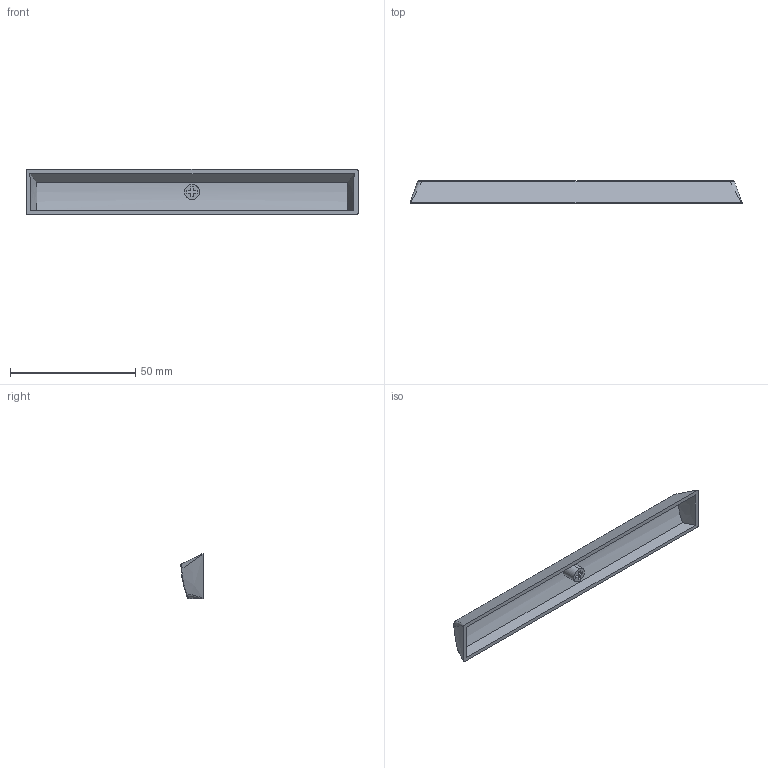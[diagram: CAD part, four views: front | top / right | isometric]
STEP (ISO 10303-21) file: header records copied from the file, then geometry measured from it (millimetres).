
FILE_DESCRIPTION (( 'STEP AP214' ), '1' );
FILE_NAME ('r4_700.STEP', '2022-10-20T12:20:20', ( 'Scott' ), ( '' ), 'SwSTEP 2.0', 'SolidWorks 2021', '' );
FILE_SCHEMA (( 'AUTOMOTIVE_DESIGN' ));
Length unit declared in the file: millimetre
Products named in the file (1): r4_700
Bounding box: 132.5 x 8.8 x 18 mm (x, y, z)
Volume: 5639.5 mm3; surface area: 8022.9 mm2
Topology: 1 solids, 1 shells, 39 faces, 94 edges, 60 vertices
Faces by surface type: plane 18, bspline 14, cylinder 7
Entity records: 2408 total; most frequent: CARTESIAN_POINT 1592, ORIENTED_EDGE 188, DIRECTION 112, EDGE_CURVE 94, VERTEX_POINT 60, LINE 44, VECTOR 44, EDGE_LOOP 42
